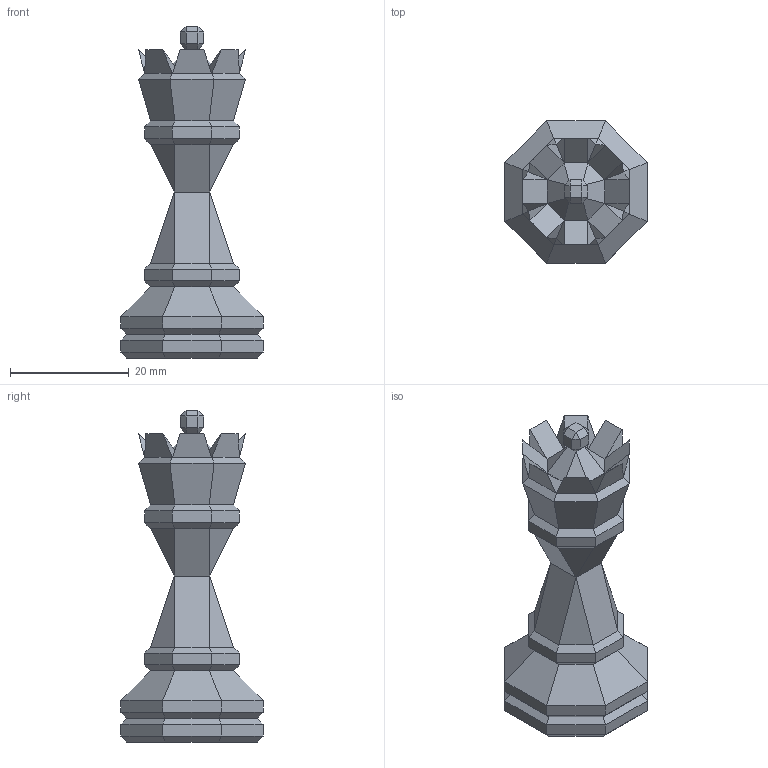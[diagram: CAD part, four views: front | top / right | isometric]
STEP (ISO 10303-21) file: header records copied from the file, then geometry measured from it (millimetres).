
FILE_DESCRIPTION(/* description */ (''),/* implementation_level */ '2;1');
FILE_NAME(/* name */ 'Queen.step',/* time_stamp */ '2020-03-24T09:09:47-07:00',/* author */ (''),/* organization */ (''),/* preprocessor_version */ 'ST-DEVELOPER v18',/* originating_system */ 'Autodesk Translation Framework v8.12.0.6',/* authorisation */ '');
FILE_SCHEMA (('AUTOMOTIVE_DESIGN { 1 0 10303 214 3 1 1 }'));
Length unit declared in the file: millimetre
Products named in the file (1): Queen
Bounding box: 24 x 24 x 56 mm (x, y, z)
Volume: 10390.4 mm3; surface area: 3844.9 mm2
Topology: 1 solids, 1 shells, 194 faces, 372 edges, 180 vertices
Faces by surface type: plane 194
Entity records: 4557 total; most frequent: DIRECTION 762, CARTESIAN_POINT 747, ORIENTED_EDGE 744, LINE 372, VECTOR 372, EDGE_CURVE 372, AXIS2_PLACEMENT_3D 195, FACE_OUTER_BOUND 194
